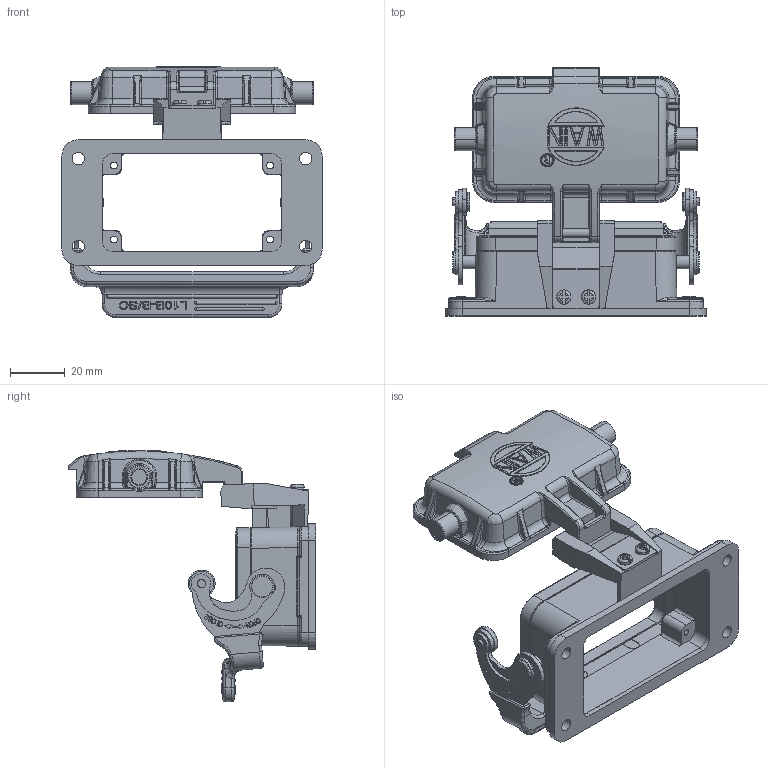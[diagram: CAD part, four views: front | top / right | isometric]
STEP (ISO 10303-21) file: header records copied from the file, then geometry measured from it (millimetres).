
FILE_DESCRIPTION(/* description */ (''),/* implementation_level */ '2;1');
FILE_NAME(/* name */ '3D_1240103611101_HV10B-BK-1L_SC-MCV_V1.1.stp',/* time_stamp */ '2023-12-13T16:41:17+08:00',/* author */ (''),/* organization */ (''),/* preprocessor_version */ 'ST-DEVELOPER v18.1',/* originating_system */ 'SIEMENS PLM Software NX 1980',/* authorisation */ '');
FILE_SCHEMA (('AUTOMOTIVE_DESIGN { 1 0 10303 214 3 1 1 1 }'));
Products named in the file (1): 14592EFC6233l4wm
Bounding box: 95 x 90.37 x 91.67 mm (x, y, z)
Volume: 66042 mm3; surface area: 47644.5 mm2
Topology: 2 solids, 17 shells, 2234 faces, 5751 edges, 3634 vertices
Faces by surface type: cylinder 893, plane 820, torus 271, bspline 106, cone 70, extrusion 43, sphere 31
Entity records: 80011 total; most frequent: CARTESIAN_POINT 27092, ORIENTED_EDGE 11450, DIRECTION 8880, EDGE_CURVE 5725, VERTEX_POINT 3634, AXIS2_PLACEMENT_3D 3354, EDGE_LOOP 2389, B_SPLINE_CURVE_WITH_KNOTS 2319
